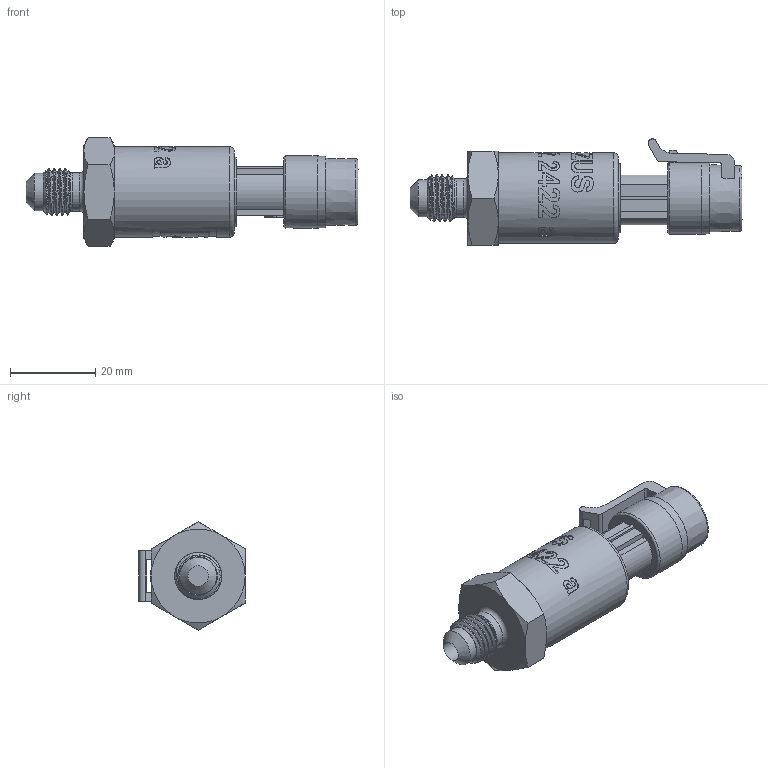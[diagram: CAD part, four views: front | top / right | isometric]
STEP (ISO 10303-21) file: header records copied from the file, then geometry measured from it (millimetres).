
FILE_DESCRIPTION(/* description */ (''),/* implementation_level */ '2;1');
FILE_NAME(/* name */ 'APZ2422a_7''16-20UNF_Pac.step',/* time_stamp */ '2021-07-14T15:55:56+03:00',/* author */ (''),/* organization */ (''),/* preprocessor_version */ 'ST-DEVELOPER v18.1',/* originating_system */ 'Autodesk Translation Framework v10.9.0.1377',/* authorisation */ '');
FILE_SCHEMA (('AUTOMOTIVE_DESIGN { 1 0 10303 214 3 1 1 }'));
Length unit declared in the file: millimetre
Products named in the file (4): АПЗ 2422 a - filled (not 100% correct
); 7/16-20 UNF; Packard male v13; Packard female v5
Assembly tree (3 placements, depth 2):
  АПЗ 2422 a - filled (not 100% correct
)
    7/16-20 UNF
    Packard male v13
    Packard female v5
Bounding box: 77.78 x 24.89 x 25.4 mm (x, y, z)
Volume: 18422.2 mm3; surface area: 10739.7 mm2
Topology: 10 solids, 10 shells, 519 faces, 1346 edges, 891 vertices
Faces by surface type: bspline 260, plane 153, cylinder 66, cone 32, torus 8
Full cylindrical faces by diameter (mm): 1.5 x3, 4.78 x1, 8.74 x1, 9 x1, 9.601 x4, 10.123 x1, 11.011 x3, 12 x1, 12.623 x2, 13.9 x1, 16.2 x2, 16.9 x1, 18.2 x1, 20.2 x1, 21.2 x1
Entity records: 22019 total; most frequent: CARTESIAN_POINT 10955, ORIENTED_EDGE 2692, DIRECTION 1457, EDGE_CURVE 1346, VERTEX_POINT 891, LINE 589, VECTOR 589, EDGE_LOOP 575
